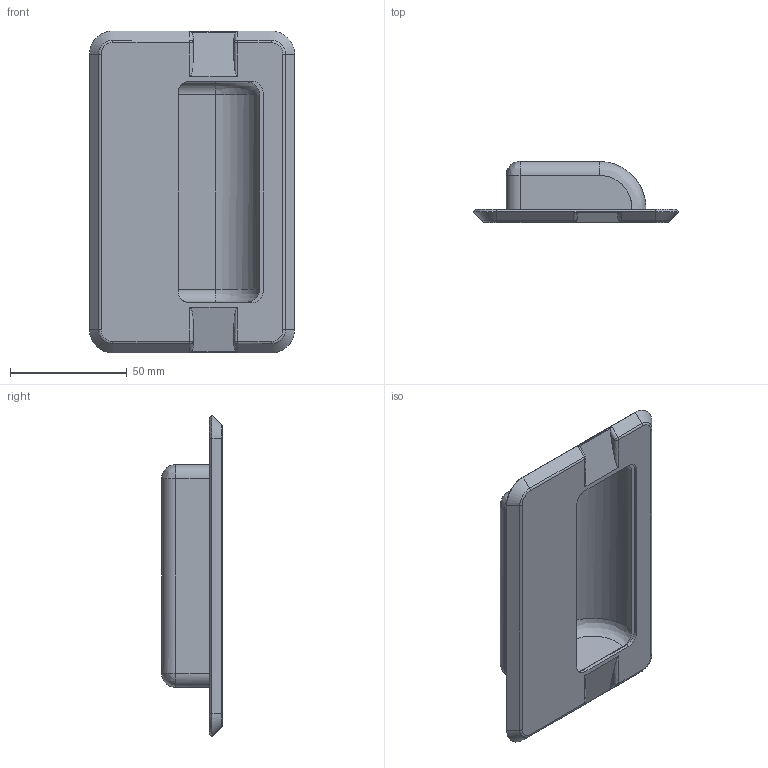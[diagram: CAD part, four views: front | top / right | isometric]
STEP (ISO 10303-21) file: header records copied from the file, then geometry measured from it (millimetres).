
FILE_DESCRIPTION((''),'2;1');
FILE_NAME('','2006-01-17T11:34:19',(''),(''),'','CADfix','');
FILE_SCHEMA(('AUTOMOTIVE_DESIGN'));
Length unit declared in the file: millimetre
Products named in the file (4): nut; cover; base; THA_425_1N_698_36
Assembly tree (6 placements, depth 2):
  THA_425_1N_698_36
    nut  x4
    cover
    base
Bounding box: 88 x 26 x 138 mm (x, y, z)
Volume: 22116.6 mm3; surface area: 52212.8 mm2
Topology: 6 solids, 6 shells, 437 faces, 1160 edges, 720 vertices
Faces by surface type: bspline 437
Entity records: 16393 total; most frequent: CARTESIAN_POINT 10734, ORIENTED_EDGE 1864, EDGE_CURVE 932, VERTEX_POINT 576, B_SPLINE_CURVE_WITH_KNOTS 432, QUASI_UNIFORM_CURVE 432, EDGE_LOOP 392, FACE_OUTER_BOUND 371
